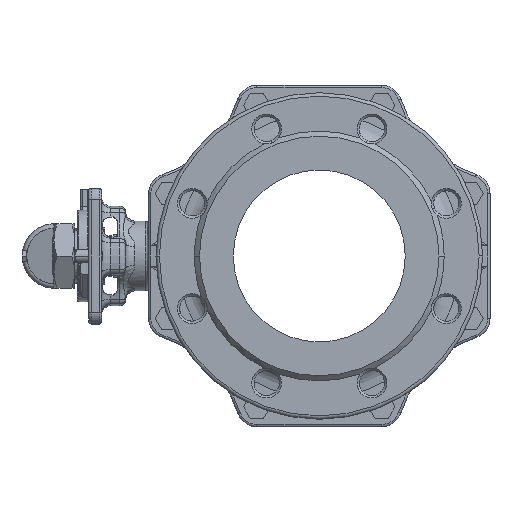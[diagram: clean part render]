
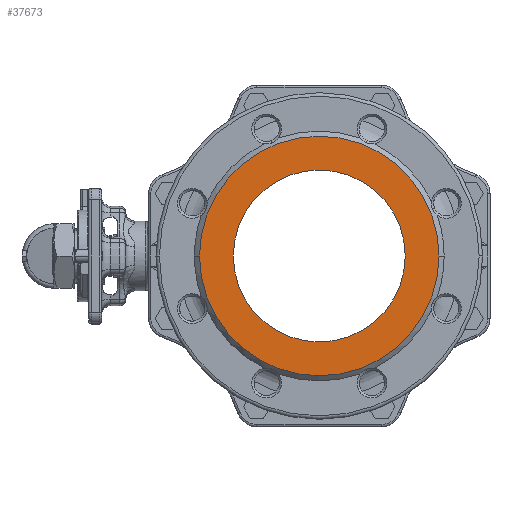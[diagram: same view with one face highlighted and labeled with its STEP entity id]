
A CAD part, left-side view. The second image highlights one B-rep face of the part: STEP entity #37673.
In plain terms, the highlighted planar face has unit normal (-1, 0, 0).
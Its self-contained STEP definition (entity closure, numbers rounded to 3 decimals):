
#33194=CARTESIAN_POINT('',(-75.,0.,0.));
#33195=DIRECTION('',(-1.,0.,0.));
#33196=DIRECTION('',(0.,-1.,0.));
#33197=AXIS2_PLACEMENT_3D('',#33194,#33195,#33196);
#33199=CARTESIAN_POINT('',(-75.,0.,0.));
#33200=DIRECTION('',(-1.,0.,0.));
#33201=DIRECTION('',(0.,1.,0.));
#33202=AXIS2_PLACEMENT_3D('',#33199,#33200,#33201);
#33208=CARTESIAN_POINT('',(-75.,0.,0.));
#33209=DIRECTION('',(1.,0.,0.));
#33210=DIRECTION('',(0.,-1.,0.));
#33211=AXIS2_PLACEMENT_3D('',#33208,#33209,#33210);
#33400=CARTESIAN_POINT('',(-75.,0.,0.));
#33401=DIRECTION('',(-1.,0.,0.));
#33402=DIRECTION('',(0.,-1.,0.));
#33403=AXIS2_PLACEMENT_3D('',#33400,#33401,#33402);
#36948=CARTESIAN_POINT('',(-75.,-104.5,0.));
#36950=VERTEX_POINT('',#36948);
#36956=CARTESIAN_POINT('',(-75.,104.5,0.));
#36958=VERTEX_POINT('',#36956);
#36972=CARTESIAN_POINT('',(-75.,-75.,0.));
#36973=CARTESIAN_POINT('',(-75.,75.,0.));
#36974=VERTEX_POINT('',#36972);
#36975=VERTEX_POINT('',#36973);
#37656=CARTESIAN_POINT('',(-75.,0.,0.));
#37657=DIRECTION('',(-1.,0.,0.));
#37658=DIRECTION('',(0.,1.,0.));
#37659=AXIS2_PLACEMENT_3D('',#37656,#37657,#37658);
#37660=PLANE('',#37659);
#37662=ORIENTED_EDGE('',*,*,#37661,.T.);
#37664=ORIENTED_EDGE('',*,*,#37663,.F.);
#37665=EDGE_LOOP('',(#37662,#37664));
#37666=FACE_OUTER_BOUND('',#37665,.F.);
#37668=ORIENTED_EDGE('',*,*,#37667,.T.);
#37670=ORIENTED_EDGE('',*,*,#37669,.T.);
#37671=EDGE_LOOP('',(#37668,#37670));
#37672=FACE_BOUND('',#37671,.F.);
#33198=CIRCLE('',#33197,75.);
#33203=CIRCLE('',#33202,75.);
#33212=CIRCLE('',#33211,104.5);
#33404=CIRCLE('',#33403,104.5);
#37661=EDGE_CURVE('',#36950,#36958,#33212,.T.);
#37663=EDGE_CURVE('',#36950,#36958,#33404,.T.);
#37667=EDGE_CURVE('',#36974,#36975,#33198,.T.);
#37669=EDGE_CURVE('',#36975,#36974,#33203,.T.);
#37673=ADVANCED_FACE('',(#37666,#37672),#37660,.T.);
